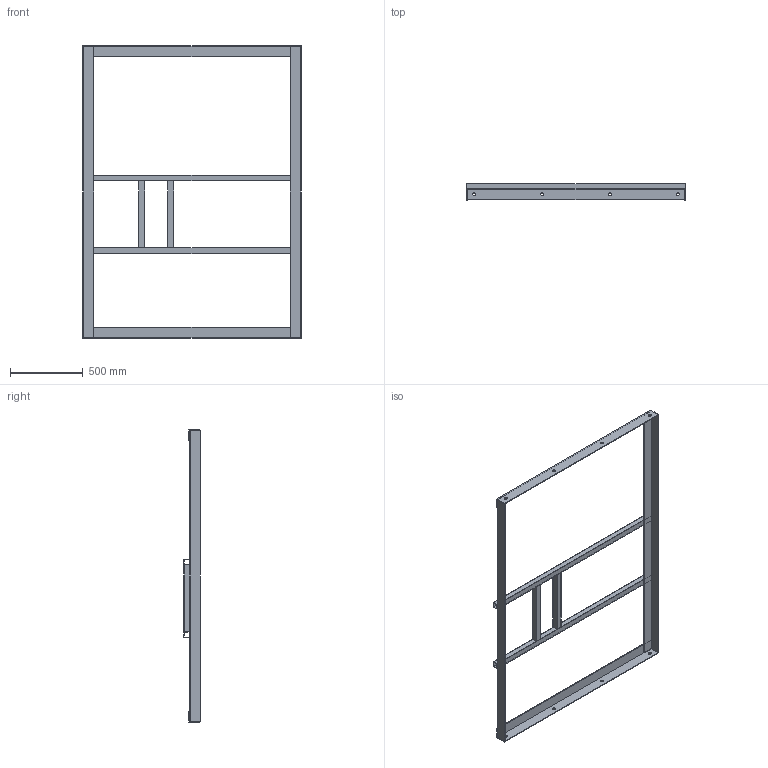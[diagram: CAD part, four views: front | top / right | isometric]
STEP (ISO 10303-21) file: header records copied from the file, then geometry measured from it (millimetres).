
FILE_DESCRIPTION( ( 'STEP Version 203' ), '1' );
FILE_NAME( ' ', '11/18/11 12:24:21', ( 'aho' ), ( ' ' ), 'PSStep 14.0', 'DesignModeler STEP Output', ' ' );
FILE_SCHEMA( ( 'AUTOMOTIVE_DESIGN { 1 0 10303 214 1 1 1 1 }' ) );
Length unit declared in the file: metre
Products named in the file (8): Rail1; Rail2; Crossbar1; Crossbar2; Support1; Support2; Mountbar1; Mountbar2
Bounding box: 1500 x 115 x 2010 mm (x, y, z)
Volume: 6802913.6 mm3; surface area: 3267158.7 mm2
Topology: 8 solids, 8 shells, 80 faces, 200 edges, 136 vertices
Faces by surface type: plane 72, cylinder 8
Full cylindrical faces by diameter (mm): 20 x8
Entity records: 2385 total; most frequent: CARTESIAN_POINT 400, DIRECTION 376, ORIENTED_EDGE 368, EDGE_CURVE 184, LINE 168, VECTOR 168, VERTEX_POINT 128, EDGE_LOOP 112
